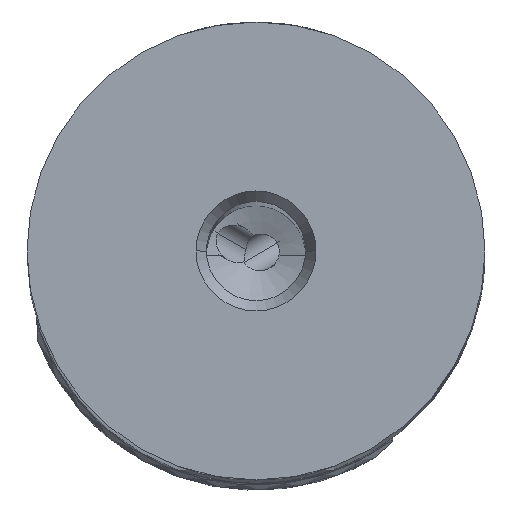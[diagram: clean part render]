
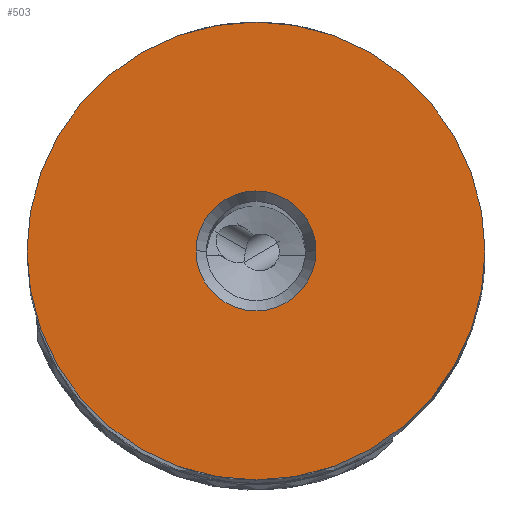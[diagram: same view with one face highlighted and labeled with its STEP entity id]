
A CAD part, top view. The second image highlights one B-rep face of the part: STEP entity #503.
In plain terms, the highlighted planar face has unit normal (0, 0, 1).
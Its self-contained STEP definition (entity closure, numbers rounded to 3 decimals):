
#42=FACE_BOUND('',#784,.T.);
#43=FACE_BOUND('',#785,.T.);
#117=PLANE('',#2348);
#503=ADVANCED_FACE('',(#42,#43),#117,.T.);
#784=EDGE_LOOP('',(#1192,#1193));
#785=EDGE_LOOP('',(#1194,#1195));
#1192=ORIENTED_EDGE('',*,*,#1975,.F.);
#1193=ORIENTED_EDGE('',*,*,#1976,.F.);
#1194=ORIENTED_EDGE('',*,*,#1974,.F.);
#1195=ORIENTED_EDGE('',*,*,#1977,.F.);
#1726=VERTEX_POINT('',#4197);
#1727=VERTEX_POINT('',#4199);
#1728=VERTEX_POINT('',#4203);
#1729=VERTEX_POINT('',#4204);
#1974=EDGE_CURVE('',#1727,#1726,#2184,.T.);
#1975=EDGE_CURVE('',#1728,#1729,#2185,.T.);
#1976=EDGE_CURVE('',#1729,#1728,#2186,.T.);
#1977=EDGE_CURVE('',#1726,#1727,#2187,.T.);
#2184=CIRCLE('',#2343,6.655);
#2185=CIRCLE('',#2345,25.4);
#2186=CIRCLE('',#2346,25.4);
#2187=CIRCLE('',#2347,6.655);
#2343=AXIS2_PLACEMENT_3D('',#4200,#2741,#2742);
#2345=AXIS2_PLACEMENT_3D('',#4202,#2745,#2746);
#2346=AXIS2_PLACEMENT_3D('',#4205,#2747,#2748);
#2347=AXIS2_PLACEMENT_3D('',#4206,#2749,#2750);
#2348=AXIS2_PLACEMENT_3D('',#4207,#2751,#2752);
#2741=DIRECTION('',(0.,0.,1.));
#2742=DIRECTION('',(1.,0.,0.));
#2745=DIRECTION('',(0.,0.,-1.));
#2746=DIRECTION('',(1.,0.,0.));
#2747=DIRECTION('',(0.,0.,-1.));
#2748=DIRECTION('',(-1.,0.,0.));
#2749=DIRECTION('',(0.,0.,1.));
#2750=DIRECTION('',(-1.,0.,0.));
#2751=DIRECTION('',(0.,0.,1.));
#2752=DIRECTION('',(-1.,0.,0.));
#4197=CARTESIAN_POINT('',(-6.655,0.,0.));
#4199=CARTESIAN_POINT('',(6.655,0.,0.));
#4200=CARTESIAN_POINT('',(0.,0.,0.));
#4202=CARTESIAN_POINT('',(0.,0.,0.));
#4203=CARTESIAN_POINT('',(25.4,0.,0.));
#4204=CARTESIAN_POINT('',(-25.4,0.,0.));
#4205=CARTESIAN_POINT('',(0.,0.,0.));
#4206=CARTESIAN_POINT('',(0.,0.,0.));
#4207=CARTESIAN_POINT('',(0.,0.,0.));
